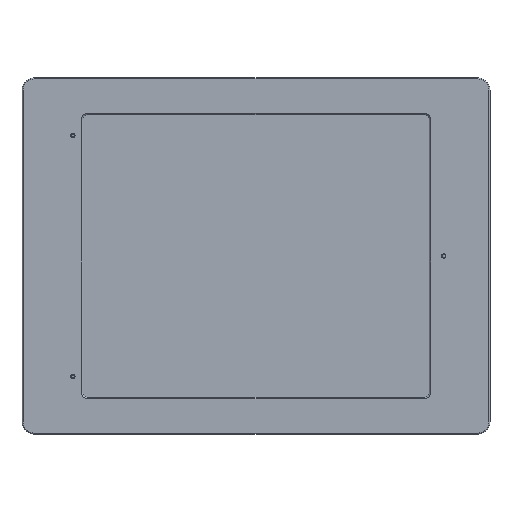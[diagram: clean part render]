
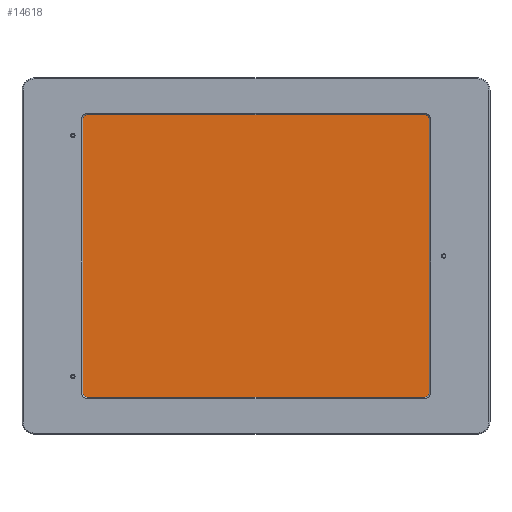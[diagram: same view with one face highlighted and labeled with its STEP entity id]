
A CAD part, top view. The second image highlights one B-rep face of the part: STEP entity #14618.
In plain terms, the highlighted planar face has unit normal (0, 0, 1).
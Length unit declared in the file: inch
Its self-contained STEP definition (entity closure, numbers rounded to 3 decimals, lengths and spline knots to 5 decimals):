
#418=PLANE('',#15532);
#1055=FACE_OUTER_BOUND('',#1874,.T.);
#1874=EDGE_LOOP('',(#10196,#10197,#10198,#10199,#10200,#10201,#10202,#10203));
#2728=CIRCLE('',#15533,0.15);
#2729=CIRCLE('',#15534,0.15);
#2730=CIRCLE('',#15535,0.15);
#2731=CIRCLE('',#15536,0.15);
#3348=LINE('',#24699,#4708);
#3349=LINE('',#24703,#4709);
#3350=LINE('',#24707,#4710);
#3351=LINE('',#24710,#4711);
#4708=VECTOR('',#16991,0.3937);
#4709=VECTOR('',#16994,0.3937);
#4710=VECTOR('',#16997,0.3937);
#4711=VECTOR('',#17000,0.3937);
#6284=VERTEX_POINT('',#24695);
#6285=VERTEX_POINT('',#24696);
#6286=VERTEX_POINT('',#24698);
#6287=VERTEX_POINT('',#24700);
#6288=VERTEX_POINT('',#24702);
#6289=VERTEX_POINT('',#24704);
#6290=VERTEX_POINT('',#24706);
#6291=VERTEX_POINT('',#24708);
#7775=EDGE_CURVE('',#6284,#6285,#2728,.T.);
#7776=EDGE_CURVE('',#6286,#6284,#3348,.T.);
#7777=EDGE_CURVE('',#6287,#6286,#2729,.T.);
#7778=EDGE_CURVE('',#6288,#6287,#3349,.T.);
#7779=EDGE_CURVE('',#6289,#6288,#2730,.T.);
#7780=EDGE_CURVE('',#6290,#6289,#3350,.T.);
#7781=EDGE_CURVE('',#6291,#6290,#2731,.T.);
#7782=EDGE_CURVE('',#6285,#6291,#3351,.T.);
#10196=ORIENTED_EDGE('',*,*,#7775,.F.);
#10197=ORIENTED_EDGE('',*,*,#7776,.F.);
#10198=ORIENTED_EDGE('',*,*,#7777,.F.);
#10199=ORIENTED_EDGE('',*,*,#7778,.F.);
#10200=ORIENTED_EDGE('',*,*,#7779,.F.);
#10201=ORIENTED_EDGE('',*,*,#7780,.F.);
#10202=ORIENTED_EDGE('',*,*,#7781,.F.);
#10203=ORIENTED_EDGE('',*,*,#7782,.F.);
#14618=ADVANCED_FACE('',(#1055),#418,.T.);
#15532=AXIS2_PLACEMENT_3D('',#24694,#16987,#16988);
#15533=AXIS2_PLACEMENT_3D('',#24697,#16989,#16990);
#15534=AXIS2_PLACEMENT_3D('',#24701,#16992,#16993);
#15535=AXIS2_PLACEMENT_3D('',#24705,#16995,#16996);
#15536=AXIS2_PLACEMENT_3D('',#24709,#16998,#16999);
#16987=DIRECTION('center_axis',(0.,0.,1.));
#16988=DIRECTION('ref_axis',(1.,0.,0.));
#16989=DIRECTION('center_axis',(0.,0.,-1.));
#16990=DIRECTION('ref_axis',(0.,1.,0.));
#16991=DIRECTION('',(0.,-1.,0.));
#16992=DIRECTION('center_axis',(0.,0.,-1.));
#16993=DIRECTION('ref_axis',(-1.,0.,0.));
#16994=DIRECTION('',(1.,0.,0.));
#16995=DIRECTION('center_axis',(0.,0.,-1.));
#16996=DIRECTION('ref_axis',(0.,-1.,0.));
#16997=DIRECTION('',(0.,1.,0.));
#16998=DIRECTION('center_axis',(0.,0.,-1.));
#16999=DIRECTION('ref_axis',(1.,0.,0.));
#17000=DIRECTION('',(-1.,0.,0.));
#24694=CARTESIAN_POINT('Origin',(17.62632,5.23045,0.51969));
#24695=CARTESIAN_POINT('',(22.99214,1.24937,0.51969));
#24696=CARTESIAN_POINT('',(22.84214,1.09937,0.51969));
#24697=CARTESIAN_POINT('Origin',(22.84214,1.24937,0.51969));
#24698=CARTESIAN_POINT('',(22.99214,9.43567,0.51969));
#24699=CARTESIAN_POINT('',(22.99214,7.33306,0.51969));
#24700=CARTESIAN_POINT('',(22.84214,9.58567,0.51969));
#24701=CARTESIAN_POINT('Origin',(22.84214,9.43567,0.51969));
#24702=CARTESIAN_POINT('',(12.74671,9.58567,0.51969));
#24703=CARTESIAN_POINT('',(15.18652,9.58567,0.51969));
#24704=CARTESIAN_POINT('',(12.59671,9.43567,0.51969));
#24705=CARTESIAN_POINT('Origin',(12.74671,9.43567,0.51969));
#24706=CARTESIAN_POINT('',(12.59671,1.24937,0.51969));
#24707=CARTESIAN_POINT('',(12.59671,3.23991,0.51969));
#24708=CARTESIAN_POINT('',(12.74671,1.09937,0.51969));
#24709=CARTESIAN_POINT('Origin',(12.74671,1.24937,0.51969));
#24710=CARTESIAN_POINT('',(20.23423,1.09937,0.51969));
